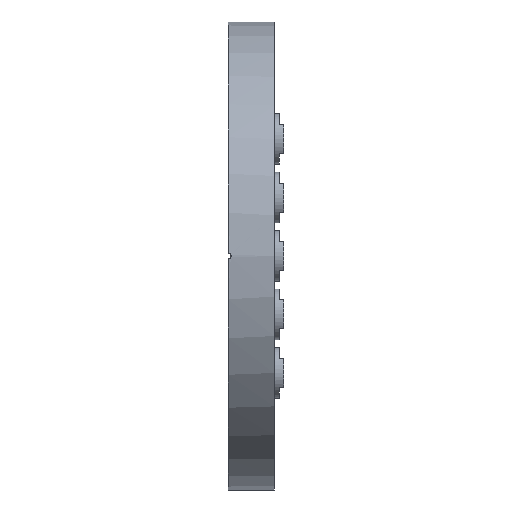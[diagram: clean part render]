
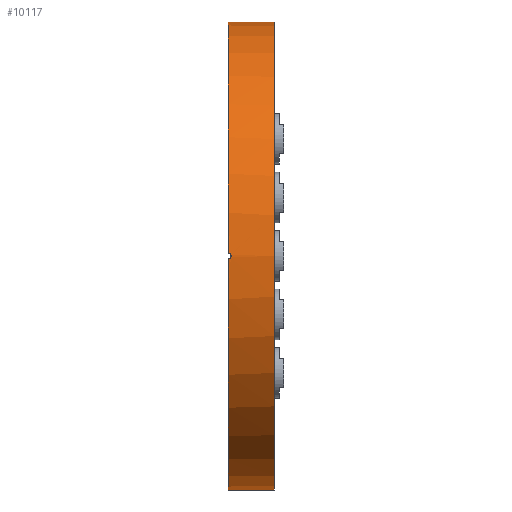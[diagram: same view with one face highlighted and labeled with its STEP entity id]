
A CAD part, left-side view. The second image highlights one B-rep face of the part: STEP entity #10117.
In plain terms, the highlighted cylindrical face has radius 76.2 mm (diameter 152.4 mm), a partial arc.
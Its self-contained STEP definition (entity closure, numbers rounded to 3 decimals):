
#341 = CARTESIAN_POINT ( 'NONE',  ( 0., -15., 0. ) ) ;
#391 = EDGE_LOOP ( 'NONE', ( #10980, #11143, #4432, #7424, #9542, #4314 ) ) ;
#723 = FACE_OUTER_BOUND ( 'NONE', #391, .T. ) ;
#771 = DIRECTION ( 'NONE',  ( 0., 1., 0. ) ) ;
#1505 = CIRCLE ( 'NONE', #12686, 76.2 ) ;
#2052 = VERTEX_POINT ( 'NONE', #2245 ) ;
#2131 = DIRECTION ( 'NONE',  ( 0., 0., 1. ) ) ;
#2245 = CARTESIAN_POINT ( 'NONE',  ( 0., -15., -76.2 ) ) ;
#2776 = CARTESIAN_POINT ( 'NONE',  ( 0., -15., 76.2 ) ) ;
#3184 = CARTESIAN_POINT ( 'NONE',  ( -76.2, -1., -0.13 ) ) ;
#3270 = CARTESIAN_POINT ( 'NONE',  ( -76.193, 0., 1. ) ) ;
#3496 = AXIS2_PLACEMENT_3D ( 'NONE', #9435, #12505, #2131 ) ;
#4042 = B_SPLINE_CURVE_WITH_KNOTS ( 'NONE', 3,
 ( #12816, #6290, #6224, #4163, #9541, #4239, #8441, #7325, #7253, #3184, #9396, #13556, #11583, #12539, #7383, #6439 ),
 .UNSPECIFIED., .F., .F.,
 ( 4, 2, 2, 2, 2, 2, 2, 4 ),
 ( 0., 0., 0.001, 0.001, 0.002, 0.002, 0.002, 0.003 ),
 .UNSPECIFIED. ) ;
#4163 = CARTESIAN_POINT ( 'NONE',  ( -76.195, -0.504, 0.874 ) ) ;
#4239 = CARTESIAN_POINT ( 'NONE',  ( -76.198, -0.799, 0.615 ) ) ;
#4314 = ORIENTED_EDGE ( 'NONE', *, *, #9358, .F. ) ;
#4432 = ORIENTED_EDGE ( 'NONE', *, *, #6500, .T. ) ;
#4919 = CYLINDRICAL_SURFACE ( 'NONE', #7920, 76.2 ) ;
#5549 = VERTEX_POINT ( 'NONE', #13161 ) ;
#5999 = CARTESIAN_POINT ( 'NONE',  ( -76.193, 0., -1. ) ) ;
#6173 = VERTEX_POINT ( 'NONE', #3270 ) ;
#6221 = CARTESIAN_POINT ( 'NONE',  ( 0., 0., 0. ) ) ;
#6224 = CARTESIAN_POINT ( 'NONE',  ( -76.194, -0.262, 0.974 ) ) ;
#6290 = CARTESIAN_POINT ( 'NONE',  ( -76.193, -0.132, 1. ) ) ;
#6439 = CARTESIAN_POINT ( 'NONE',  ( -76.193, 0., -1. ) ) ;
#6500 = EDGE_CURVE ( 'NONE', #8457, #5549, #9054, .T. ) ;
#6722 = DIRECTION ( 'NONE',  ( 0., 0., 1. ) ) ;
#6975 = VECTOR ( 'NONE', #771, 1000. ) ;
#7253 = CARTESIAN_POINT ( 'NONE',  ( -76.2, -1., 0.131 ) ) ;
#7260 = EDGE_CURVE ( 'NONE', #2052, #8457, #1505, .T. ) ;
#7325 = CARTESIAN_POINT ( 'NONE',  ( -76.2, -0.974, 0.263 ) ) ;
#7383 = CARTESIAN_POINT ( 'NONE',  ( -76.193, -0.264, -1. ) ) ;
#7424 = ORIENTED_EDGE ( 'NONE', *, *, #7646, .F. ) ;
#7646 = EDGE_CURVE ( 'NONE', #6173, #5549, #9418, .T. ) ;
#7765 = DIRECTION ( 'NONE',  ( 0., 1., 0. ) ) ;
#7887 = LINE ( 'NONE', #11867, #10275 ) ;
#7888 = CARTESIAN_POINT ( 'NONE',  ( 0., 0., -76.2 ) ) ;
#7920 = AXIS2_PLACEMENT_3D ( 'NONE', #13278, #12452, #10414 ) ;
#8113 = CIRCLE ( 'NONE', #9206, 76.2 ) ;
#8347 = EDGE_CURVE ( 'NONE', #2052, #10007, #7887, .T. ) ;
#8436 = DIRECTION ( 'NONE',  ( 0., 1., 0. ) ) ;
#8441 = CARTESIAN_POINT ( 'NONE',  ( -76.198, -0.874, 0.503 ) ) ;
#8457 = VERTEX_POINT ( 'NONE', #13407 ) ;
#9054 = LINE ( 'NONE', #2776, #6975 ) ;
#9206 = AXIS2_PLACEMENT_3D ( 'NONE', #6221, #8436, #10422 ) ;
#9358 = EDGE_CURVE ( 'NONE', #10007, #11697, #8113, .T. ) ;
#9396 = CARTESIAN_POINT ( 'NONE',  ( -76.2, -0.974, -0.261 ) ) ;
#9418 = CIRCLE ( 'NONE', #3496, 76.2 ) ;
#9435 = CARTESIAN_POINT ( 'NONE',  ( 0., 0., 0. ) ) ;
#9541 = CARTESIAN_POINT ( 'NONE',  ( -76.196, -0.615, 0.799 ) ) ;
#9542 = ORIENTED_EDGE ( 'NONE', *, *, #13372, .T. ) ;
#10007 = VERTEX_POINT ( 'NONE', #7888 ) ;
#10019 = DIRECTION ( 'NONE',  ( 0., 1., 0. ) ) ;
#10117 = ADVANCED_FACE ( 'NONE', ( #723 ), #4919, .T. ) ;
#10275 = VECTOR ( 'NONE', #10019, 1000. ) ;
#10414 = DIRECTION ( 'NONE',  ( 0., 0., 1. ) ) ;
#10422 = DIRECTION ( 'NONE',  ( 0., 0., 1. ) ) ;
#10980 = ORIENTED_EDGE ( 'NONE', *, *, #8347, .F. ) ;
#11143 = ORIENTED_EDGE ( 'NONE', *, *, #7260, .T. ) ;
#11583 = CARTESIAN_POINT ( 'NONE',  ( -76.198, -0.801, -0.613 ) ) ;
#11697 = VERTEX_POINT ( 'NONE', #5999 ) ;
#11867 = CARTESIAN_POINT ( 'NONE',  ( 0., -15., -76.2 ) ) ;
#12452 = DIRECTION ( 'NONE',  ( 0., 1., 0. ) ) ;
#12505 = DIRECTION ( 'NONE',  ( 0., 1., 0. ) ) ;
#12539 = CARTESIAN_POINT ( 'NONE',  ( -76.195, -0.521, -0.893 ) ) ;
#12686 = AXIS2_PLACEMENT_3D ( 'NONE', #341, #7765, #6722 ) ;
#12816 = CARTESIAN_POINT ( 'NONE',  ( -76.193, 0., 1. ) ) ;
#13161 = CARTESIAN_POINT ( 'NONE',  ( 0., 0., 76.2 ) ) ;
#13278 = CARTESIAN_POINT ( 'NONE',  ( 0., -15., 0. ) ) ;
#13372 = EDGE_CURVE ( 'NONE', #6173, #11697, #4042, .T. ) ;
#13407 = CARTESIAN_POINT ( 'NONE',  ( 0., -15., 76.2 ) ) ;
#13556 = CARTESIAN_POINT ( 'NONE',  ( -76.198, -0.874, -0.503 ) ) ;
